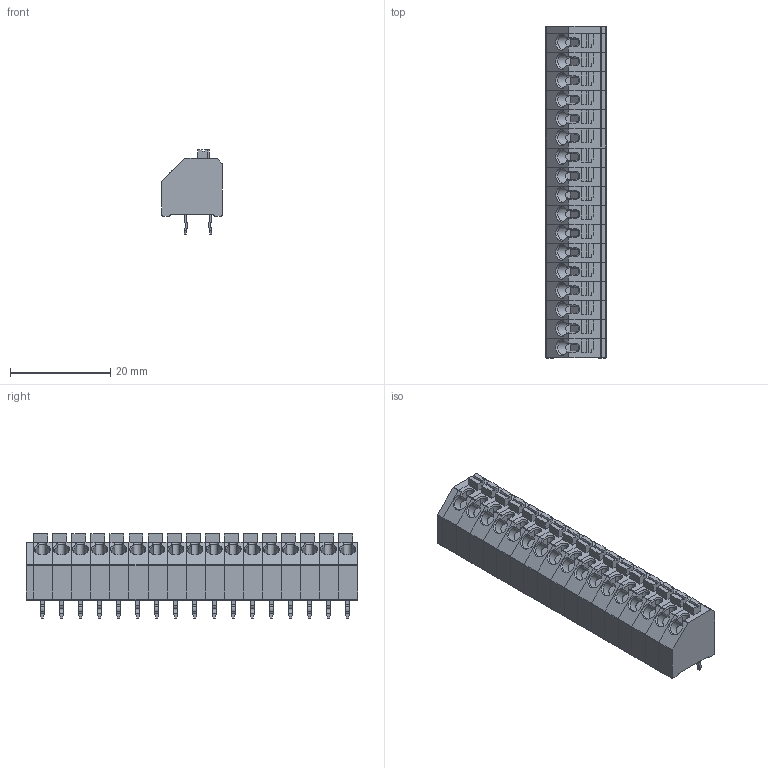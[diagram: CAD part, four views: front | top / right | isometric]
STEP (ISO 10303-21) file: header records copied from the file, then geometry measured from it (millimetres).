
FILE_DESCRIPTION(/* description */ ('STEP AP242','CAx-IF Rec.Pracs.---Representation and Presentation of Product Manufacturing Information (PMI)---4.0---2014-10-13','CAx-IF Rec.Pracs.---3D Tessellated Geometry---0.4---2014-09-14','2;1'),/* implementation_level */ '2;1');
FILE_NAME(/* name */ '650b5669615ee301c64835bd',/* time_stamp */ '2023-09-20T20:30:34Z',/* author */ (''),/* organization */ (''),/* preprocessor_version */ 'ST-DEVELOPER v19.4',/* originating_system */ ' ',/* authorisation */ ' ');
FILE_SCHEMA (('AP242_MANAGED_MODEL_BASED_3D_ENGINEERING_MIM_LF { 1 0 10303 442 1 1 4 }'));
Length unit declared in the file: metre
Products named in the file (4): Wurth WR-TBL 17P; MRT24P3.81V02_CNT4; MRT24P3.81V02_CNT5; MRT24P3.81V02_SX1
Assembly tree (18 placements, depth 2):
  Wurth WR-TBL 17P
    MRT24P3.81V02_CNT4  x8
    MRT24P3.81V02_CNT5  x9
    MRT24P3.81V02_SX1
Bounding box: 12 x 66.27 x 16.8 mm (x, y, z)
Volume: 7906.4 mm3; surface area: 8398.7 mm2
Topology: 18 solids, 18 shells, 1162 faces, 3175 edges, 2089 vertices
Faces by surface type: plane 776, cylinder 347, cone 39
Entity records: 6524 total; most frequent: CARTESIAN_POINT 1084, DIRECTION 1066, ORIENTED_EDGE 996, EDGE_CURVE 498, AXIS2_PLACEMENT_3D 366, LINE 334, VECTOR 334, VERTEX_POINT 332
